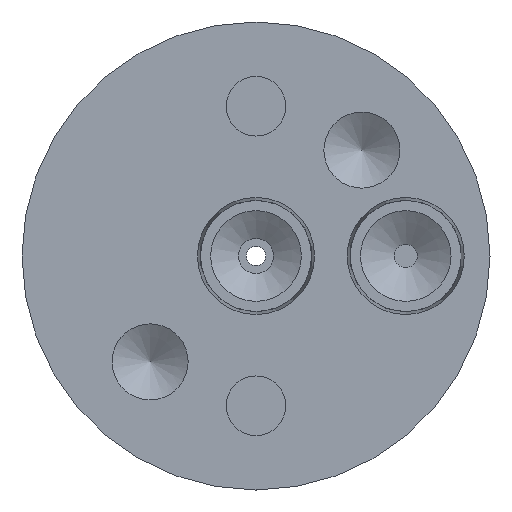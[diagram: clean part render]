
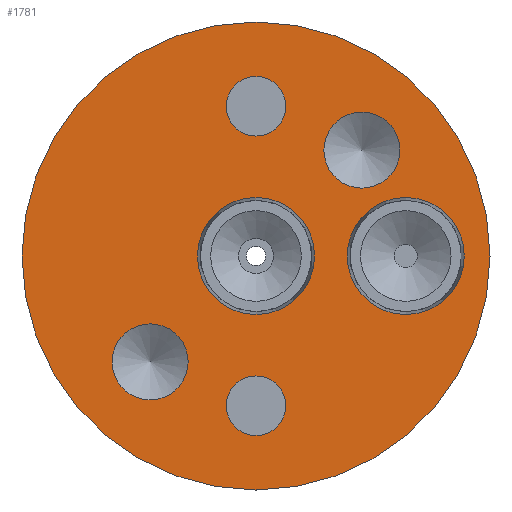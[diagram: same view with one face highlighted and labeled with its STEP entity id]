
A CAD part, front view. The second image highlights one B-rep face of the part: STEP entity #1781.
In plain terms, the highlighted planar face has unit normal (0, -1, 0).
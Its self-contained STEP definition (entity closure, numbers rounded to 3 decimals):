
#24 = ORIENTED_EDGE ( 'NONE', *, *, #2450, .F. ) ;
#30 = AXIS2_PLACEMENT_3D ( 'NONE', #1521, #2452, #501 ) ;
#43 = VERTEX_POINT ( 'NONE', #912 ) ;
#121 = EDGE_CURVE ( 'NONE', #192, #192, #2255, .T. ) ;
#131 = FACE_OUTER_BOUND ( 'NONE', #503, .T. ) ;
#156 = AXIS2_PLACEMENT_3D ( 'NONE', #2147, #538, #1988 ) ;
#192 = VERTEX_POINT ( 'NONE', #1820 ) ;
#233 = AXIS2_PLACEMENT_3D ( 'NONE', #409, #1231, #2031 ) ;
#289 = CARTESIAN_POINT ( 'NONE',  ( 0., -12.7, -12.179 ) ) ;
#292 = DIRECTION ( 'NONE',  ( 0., 0., -1. ) ) ;
#302 = VERTEX_POINT ( 'NONE', #1923 ) ;
#307 = EDGE_LOOP ( 'NONE', ( #2551 ) ) ;
#341 = DIRECTION ( 'NONE',  ( 0., 1., 0. ) ) ;
#346 = FACE_BOUND ( 'NONE', #2297, .T. ) ;
#409 = CARTESIAN_POINT ( 'NONE',  ( 10.16, -12.7, 0. ) ) ;
#464 = CARTESIAN_POINT ( 'NONE',  ( 0., -12.7, 10.16 ) ) ;
#485 = ORIENTED_EDGE ( 'NONE', *, *, #1877, .F. ) ;
#498 = CIRCLE ( 'NONE', #2498, 2.58 ) ;
#501 = DIRECTION ( 'NONE',  ( 0., 0., -1. ) ) ;
#503 = EDGE_LOOP ( 'NONE', ( #1492 ) ) ;
#508 = CIRCLE ( 'NONE', #30, 2.019 ) ;
#511 = CIRCLE ( 'NONE', #2025, 3.969 ) ;
#538 = DIRECTION ( 'NONE',  ( 0., -1., 0. ) ) ;
#556 = PLANE ( 'NONE',  #156 ) ;
#580 = FACE_BOUND ( 'NONE', #1296, .T. ) ;
#652 = CIRCLE ( 'NONE', #1409, 2.019 ) ;
#668 = EDGE_LOOP ( 'NONE', ( #1905 ) ) ;
#740 = VERTEX_POINT ( 'NONE', #1193 ) ;
#866 = CARTESIAN_POINT ( 'NONE',  ( 10.16, -12.7, -3.969 ) ) ;
#874 = EDGE_LOOP ( 'NONE', ( #24 ) ) ;
#912 = CARTESIAN_POINT ( 'NONE',  ( 7.184, -12.7, 4.604 ) ) ;
#1169 = EDGE_LOOP ( 'NONE', ( #1420 ) ) ;
#1193 = CARTESIAN_POINT ( 'NONE',  ( -7.184, -12.7, -9.764 ) ) ;
#1231 = DIRECTION ( 'NONE',  ( 0., -1., 0. ) ) ;
#1296 = EDGE_LOOP ( 'NONE', ( #2292 ) ) ;
#1298 = AXIS2_PLACEMENT_3D ( 'NONE', #2309, #1887, #2467 ) ;
#1304 = CIRCLE ( 'NONE', #233, 3.969 ) ;
#1369 = EDGE_CURVE ( 'NONE', #43, #43, #498, .T. ) ;
#1370 = FACE_BOUND ( 'NONE', #1169, .T. ) ;
#1405 = EDGE_CURVE ( 'NONE', #1488, #1488, #1304, .T. ) ;
#1409 = AXIS2_PLACEMENT_3D ( 'NONE', #464, #2111, #292 ) ;
#1420 = ORIENTED_EDGE ( 'NONE', *, *, #1369, .F. ) ;
#1488 = VERTEX_POINT ( 'NONE', #866 ) ;
#1492 = ORIENTED_EDGE ( 'NONE', *, *, #121, .F. ) ;
#1521 = CARTESIAN_POINT ( 'NONE',  ( 0., -12.7, -10.16 ) ) ;
#1526 = EDGE_CURVE ( 'NONE', #2062, #2062, #511, .T. ) ;
#1537 = CARTESIAN_POINT ( 'NONE',  ( 0., -12.7, 0. ) ) ;
#1545 = FACE_BOUND ( 'NONE', #668, .T. ) ;
#1600 = CARTESIAN_POINT ( 'NONE',  ( 0., -12.7, 0. ) ) ;
#1702 = VERTEX_POINT ( 'NONE', #289 ) ;
#1720 = EDGE_CURVE ( 'NONE', #1702, #1702, #508, .T. ) ;
#1781 = ADVANCED_FACE ( 'NONE', ( #1370, #2183, #346, #580, #1545, #2556, #131 ), #556, .T. ) ;
#1820 = CARTESIAN_POINT ( 'NONE',  ( 0., -12.7, 15.875 ) ) ;
#1877 = EDGE_CURVE ( 'NONE', #302, #302, #652, .T. ) ;
#1887 = DIRECTION ( 'NONE',  ( 0., -1., 0. ) ) ;
#1905 = ORIENTED_EDGE ( 'NONE', *, *, #1526, .F. ) ;
#1923 = CARTESIAN_POINT ( 'NONE',  ( 0., -12.7, 8.141 ) ) ;
#1976 = DIRECTION ( 'NONE',  ( 0., 0., 1. ) ) ;
#1988 = DIRECTION ( 'NONE',  ( 0., 0., -1. ) ) ;
#2001 = DIRECTION ( 'NONE',  ( 0., -1., 0. ) ) ;
#2025 = AXIS2_PLACEMENT_3D ( 'NONE', #1600, #2001, #2159 ) ;
#2031 = DIRECTION ( 'NONE',  ( 0., 0., -1. ) ) ;
#2062 = VERTEX_POINT ( 'NONE', #2090 ) ;
#2090 = CARTESIAN_POINT ( 'NONE',  ( 0., -12.7, -3.969 ) ) ;
#2107 = AXIS2_PLACEMENT_3D ( 'NONE', #1537, #341, #1976 ) ;
#2111 = DIRECTION ( 'NONE',  ( 0., -1., 0. ) ) ;
#2147 = CARTESIAN_POINT ( 'NONE',  ( -15.875, -12.7, 0. ) ) ;
#2159 = DIRECTION ( 'NONE',  ( 0., 0., -1. ) ) ;
#2183 = FACE_BOUND ( 'NONE', #874, .T. ) ;
#2230 = CARTESIAN_POINT ( 'NONE',  ( 7.184, -12.7, 7.184 ) ) ;
#2255 = CIRCLE ( 'NONE', #2107, 15.875 ) ;
#2292 = ORIENTED_EDGE ( 'NONE', *, *, #1720, .F. ) ;
#2297 = EDGE_LOOP ( 'NONE', ( #485 ) ) ;
#2309 = CARTESIAN_POINT ( 'NONE',  ( -7.184, -12.7, -7.184 ) ) ;
#2395 = DIRECTION ( 'NONE',  ( 0., -1., 0. ) ) ;
#2401 = CIRCLE ( 'NONE', #1298, 2.58 ) ;
#2450 = EDGE_CURVE ( 'NONE', #740, #740, #2401, .T. ) ;
#2452 = DIRECTION ( 'NONE',  ( 0., -1., 0. ) ) ;
#2467 = DIRECTION ( 'NONE',  ( 0., 0., -1. ) ) ;
#2498 = AXIS2_PLACEMENT_3D ( 'NONE', #2230, #2395, #2583 ) ;
#2551 = ORIENTED_EDGE ( 'NONE', *, *, #1405, .F. ) ;
#2556 = FACE_BOUND ( 'NONE', #307, .T. ) ;
#2583 = DIRECTION ( 'NONE',  ( 0., 0., -1. ) ) ;
